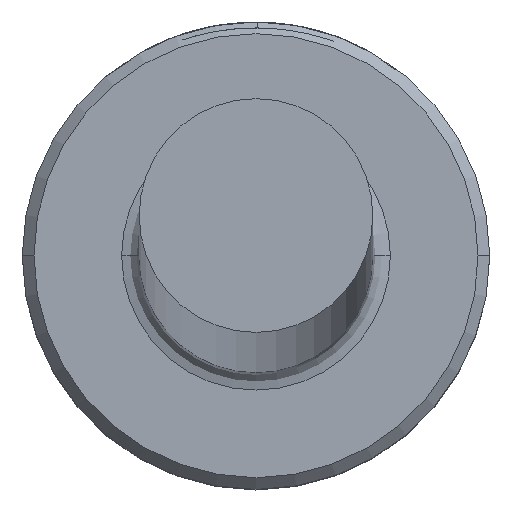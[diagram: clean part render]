
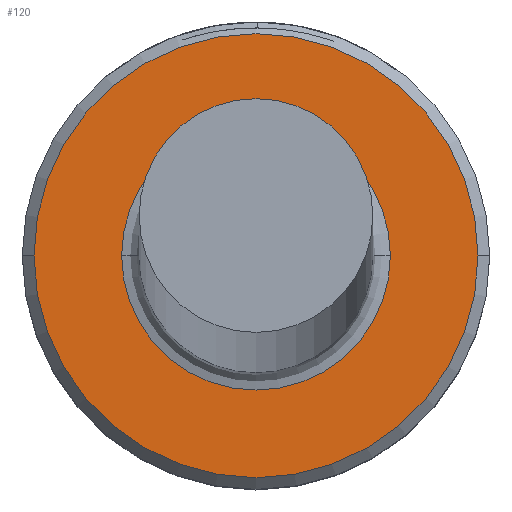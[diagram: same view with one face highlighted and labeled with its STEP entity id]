
A CAD part, top view. The second image highlights one B-rep face of the part: STEP entity #120.
In plain terms, the highlighted planar face has unit normal (0, 0, 1).
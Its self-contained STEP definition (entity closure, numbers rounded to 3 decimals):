
#78 = DIRECTION ( 'NONE',  ( 1., 0., 0. ) ) ;
#84 = CIRCLE ( 'NONE', #589, 3.8 ) ;
#104 = ORIENTED_EDGE ( 'NONE', *, *, #965, .T. ) ;
#115 = CARTESIAN_POINT ( 'NONE',  ( -3.8, 0., 6. ) ) ;
#117 = VERTEX_POINT ( 'NONE', #813 ) ;
#120 = ADVANCED_FACE ( 'NONE', ( #201, #147 ), #717, .T. ) ;
#135 = AXIS2_PLACEMENT_3D ( 'NONE', #720, #190, #817 ) ;
#147 = FACE_BOUND ( 'NONE', #655, .T. ) ;
#175 = CARTESIAN_POINT ( 'NONE',  ( 0., 0., 6. ) ) ;
#186 = CARTESIAN_POINT ( 'NONE',  ( 0., 0., 6. ) ) ;
#190 = DIRECTION ( 'NONE',  ( 0., 0., -1. ) ) ;
#201 = FACE_OUTER_BOUND ( 'NONE', #642, .T. ) ;
#220 = AXIS2_PLACEMENT_3D ( 'NONE', #175, #805, #265 ) ;
#231 = EDGE_CURVE ( 'NONE', #1103, #1084, #84, .T. ) ;
#263 = DIRECTION ( 'NONE',  ( 1., 0., 0. ) ) ;
#265 = DIRECTION ( 'NONE',  ( -1., 0., 0. ) ) ;
#349 = DIRECTION ( 'NONE',  ( 0., 0., 1. ) ) ;
#350 = AXIS2_PLACEMENT_3D ( 'NONE', #186, #907, #990 ) ;
#440 = CARTESIAN_POINT ( 'NONE',  ( 0., 0., 6. ) ) ;
#469 = CARTESIAN_POINT ( 'NONE',  ( 3.8, 0., 6. ) ) ;
#511 = ORIENTED_EDGE ( 'NONE', *, *, #231, .T. ) ;
#565 = CIRCLE ( 'NONE', #1024, 3.8 ) ;
#589 = AXIS2_PLACEMENT_3D ( 'NONE', #440, #349, #263 ) ;
#605 = DIRECTION ( 'NONE',  ( 0., 0., 1. ) ) ;
#622 = ORIENTED_EDGE ( 'NONE', *, *, #984, .T. ) ;
#642 = EDGE_LOOP ( 'NONE', ( #511, #104 ) ) ;
#655 = EDGE_LOOP ( 'NONE', ( #1018, #622 ) ) ;
#717 = PLANE ( 'NONE',  #350 ) ;
#720 = CARTESIAN_POINT ( 'NONE',  ( 0., 0., 6. ) ) ;
#752 = EDGE_CURVE ( 'NONE', #917, #117, #997, .T. ) ;
#777 = CIRCLE ( 'NONE', #220, 2.3 ) ;
#805 = DIRECTION ( 'NONE',  ( 0., 0., -1. ) ) ;
#813 = CARTESIAN_POINT ( 'NONE',  ( 2.3, 0., 6. ) ) ;
#817 = DIRECTION ( 'NONE',  ( -1., 0., 0. ) ) ;
#907 = DIRECTION ( 'NONE',  ( 0., 0., 1. ) ) ;
#917 = VERTEX_POINT ( 'NONE', #1107 ) ;
#965 = EDGE_CURVE ( 'NONE', #1084, #1103, #565, .T. ) ;
#984 = EDGE_CURVE ( 'NONE', #117, #917, #777, .T. ) ;
#990 = DIRECTION ( 'NONE',  ( 1., 0., 0. ) ) ;
#997 = CIRCLE ( 'NONE', #135, 2.3 ) ;
#1018 = ORIENTED_EDGE ( 'NONE', *, *, #752, .T. ) ;
#1024 = AXIS2_PLACEMENT_3D ( 'NONE', #1143, #605, #78 ) ;
#1084 = VERTEX_POINT ( 'NONE', #469 ) ;
#1103 = VERTEX_POINT ( 'NONE', #115 ) ;
#1107 = CARTESIAN_POINT ( 'NONE',  ( -2.3, 0., 6. ) ) ;
#1143 = CARTESIAN_POINT ( 'NONE',  ( 0., 0., 6. ) ) ;
